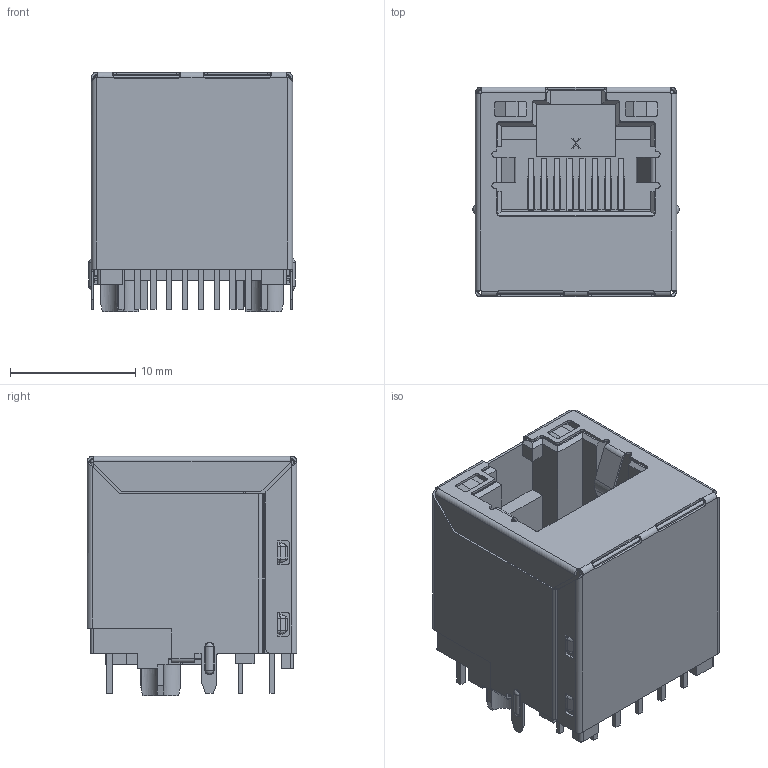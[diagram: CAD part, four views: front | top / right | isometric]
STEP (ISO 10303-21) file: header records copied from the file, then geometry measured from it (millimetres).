
FILE_DESCRIPTION(('FreeCAD Model'),'2;1');
FILE_NAME('_4984104401001_cp.step', '2020-09-20T14:45:22',('kicad StepUp'),('ksu MCAD'), 'Open CASCADE STEP processor 7.3','FreeCAD','Unknown');
FILE_SCHEMA(('AUTOMOTIVE_DESIGN { 1 0 10303 214 1 1 1 1 }'));
Products named in the file (1): _4984104401001_cp
Bounding box: 16.45 x 16.7 x 19.1 mm (x, y, z)
Volume: 2363.4 mm3; surface area: 7131.5 mm2
Topology: 1 solids, 6 shells, 2097 faces, 6154 edges, 4000 vertices
Faces by surface type: plane 1543, cylinder 448, bspline 52, torus 37, sphere 14, revolution 3
Full cylindrical faces by diameter (mm): 0.4 x48, 0.5 x2
Entity records: 85747 total; most frequent: CARTESIAN_POINT 15096, ORIENTED_EDGE 12280, DIRECTION 10785, EDGE_CURVE 6140, LINE 4858, VECTOR 4858, VERTEX_POINT 4000, AXIS2_PLACEMENT_3D 2962
